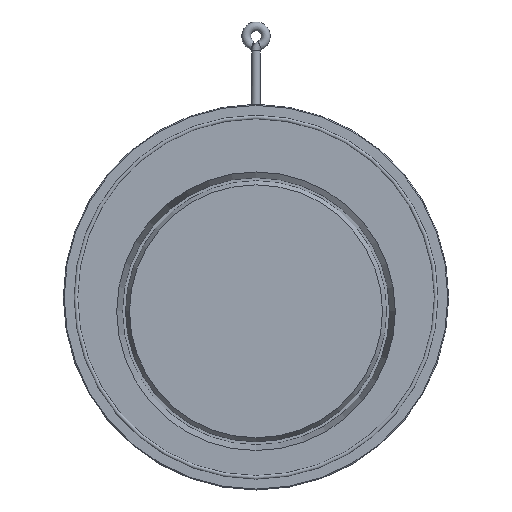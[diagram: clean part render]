
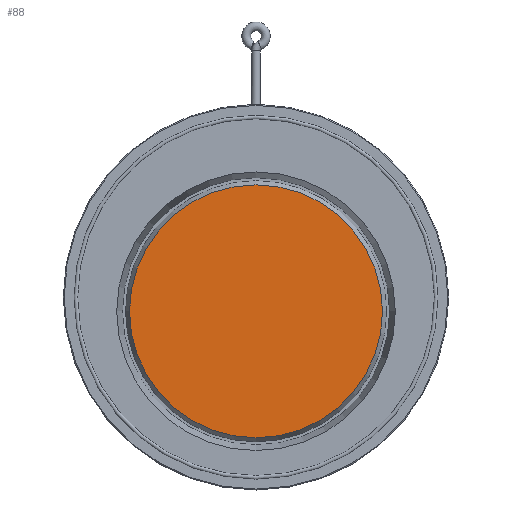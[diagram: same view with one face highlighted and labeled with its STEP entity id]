
A CAD part, top view. The second image highlights one B-rep face of the part: STEP entity #88.
In plain terms, the highlighted planar face has unit normal (0, 0, 1).
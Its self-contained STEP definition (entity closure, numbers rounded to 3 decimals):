
#24 = FACE_OUTER_BOUND ( 'NONE', #611, .T. ) ;
#35 = EDGE_CURVE ( 'NONE', #211, #211, #261, .T. ) ;
#88 = ADVANCED_FACE ( 'NONE', ( #24 ), #516, .T. ) ;
#211 = VERTEX_POINT ( 'NONE', #318 ) ;
#216 = CARTESIAN_POINT ( 'NONE',  ( 0., 128.331, -2.51 ) ) ;
#232 = AXIS2_PLACEMENT_3D ( 'NONE', #216, #441, #414 ) ;
#261 = CIRCLE ( 'NONE', #497, 144.381 ) ;
#318 = CARTESIAN_POINT ( 'NONE',  ( -144.381, -16.05, -2.51 ) ) ;
#344 = ORIENTED_EDGE ( 'NONE', *, *, #35, .F. ) ;
#346 = CARTESIAN_POINT ( 'NONE',  ( 0., -16.05, -2.51 ) ) ;
#414 = DIRECTION ( 'NONE',  ( 1., 0., 0. ) ) ;
#441 = DIRECTION ( 'NONE',  ( 0., 0., 1. ) ) ;
#448 = DIRECTION ( 'NONE',  ( -1., 0., 0. ) ) ;
#497 = AXIS2_PLACEMENT_3D ( 'NONE', #346, #565, #448 ) ;
#516 = PLANE ( 'NONE',  #232 ) ;
#565 = DIRECTION ( 'NONE',  ( 0., 0., -1. ) ) ;
#611 = EDGE_LOOP ( 'NONE', ( #344 ) ) ;
